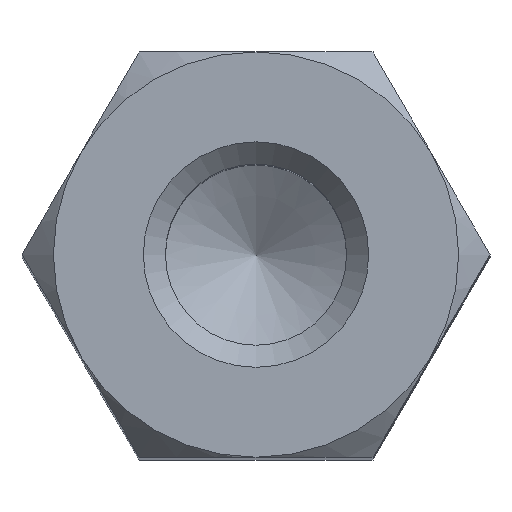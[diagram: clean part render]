
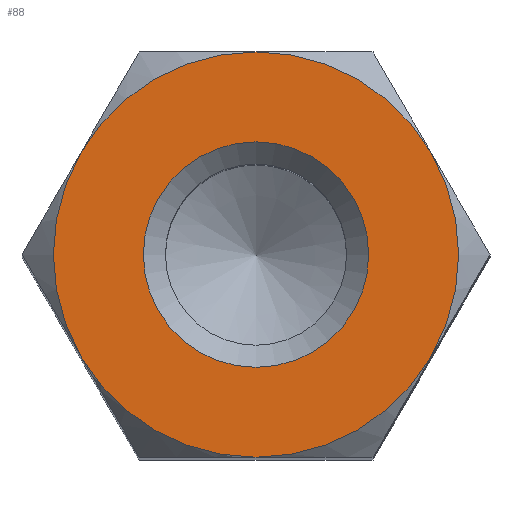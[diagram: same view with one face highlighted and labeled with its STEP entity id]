
A CAD part, top view. The second image highlights one B-rep face of the part: STEP entity #88.
In plain terms, the highlighted planar face has unit normal (0, 0, 1).
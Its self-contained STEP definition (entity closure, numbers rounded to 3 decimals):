
#88 = ADVANCED_FACE( '', ( #185, #186 ), #187, .F. );
#185 = FACE_BOUND( '', #286, .T. );
#186 = FACE_OUTER_BOUND( '', #287, .T. );
#187 = PLANE( '', #288 );
#286 = EDGE_LOOP( '', ( #453 ) );
#287 = EDGE_LOOP( '', ( #454, #455, #456, #457, #458, #459 ) );
#288 = AXIS2_PLACEMENT_3D( '', #460, #461, #462 );
#453 = ORIENTED_EDGE( '', *, *, #546, .T. );
#454 = ORIENTED_EDGE( '', *, *, #563, .T. );
#455 = ORIENTED_EDGE( '', *, *, #599, .T. );
#456 = ORIENTED_EDGE( '', *, *, #600, .T. );
#457 = ORIENTED_EDGE( '', *, *, #601, .T. );
#458 = ORIENTED_EDGE( '', *, *, #535, .T. );
#459 = ORIENTED_EDGE( '', *, *, #602, .T. );
#460 = CARTESIAN_POINT( '', ( 0., 0., 11. ) );
#461 = DIRECTION( '', ( 0., 0., -1. ) );
#462 = DIRECTION( '', ( -1., 0., 0. ) );
#535 = EDGE_CURVE( '', #615, #616, #617, .F. );
#546 = EDGE_CURVE( '', #632, #632, #633, .T. );
#563 = EDGE_CURVE( '', #661, #640, #662, .F. );
#599 = EDGE_CURVE( '', #640, #693, #709, .F. );
#600 = EDGE_CURVE( '', #693, #687, #710, .F. );
#601 = EDGE_CURVE( '', #687, #615, #711, .F. );
#602 = EDGE_CURVE( '', #616, #661, #712, .T. );
#615 = VERTEX_POINT( '', #725 );
#616 = VERTEX_POINT( '', #726 );
#617 = CIRCLE( '', #727, 2.75 );
#632 = VERTEX_POINT( '', #756 );
#633 = CIRCLE( '', #757, 1.53 );
#640 = VERTEX_POINT( '', #772 );
#661 = VERTEX_POINT( '', #837 );
#662 = CIRCLE( '', #838, 2.75 );
#687 = VERTEX_POINT( '', #904 );
#693 = VERTEX_POINT( '', #923 );
#709 = CIRCLE( '', #967, 2.75 );
#710 = CIRCLE( '', #968, 2.75 );
#711 = CIRCLE( '', #969, 2.75 );
#712 = CIRCLE( '', #970, 2.75 );
#725 = CARTESIAN_POINT( '', ( 2.382, 1.375, 11. ) );
#726 = CARTESIAN_POINT( '', ( 0., 2.75, 11. ) );
#727 = AXIS2_PLACEMENT_3D( '', #992, #993, #994 );
#756 = CARTESIAN_POINT( '', ( 0., 1.53, 11. ) );
#757 = AXIS2_PLACEMENT_3D( '', #1007, #1008, #1009 );
#772 = CARTESIAN_POINT( '', ( -2.382, -1.375, 11. ) );
#837 = CARTESIAN_POINT( '', ( -2.382, 1.375, 11. ) );
#838 = AXIS2_PLACEMENT_3D( '', #1018, #1019, #1020 );
#904 = CARTESIAN_POINT( '', ( 2.382, -1.375, 11. ) );
#923 = CARTESIAN_POINT( '', ( 0., -2.75, 11. ) );
#967 = AXIS2_PLACEMENT_3D( '', #1046, #1047, #1048 );
#968 = AXIS2_PLACEMENT_3D( '', #1049, #1050, #1051 );
#969 = AXIS2_PLACEMENT_3D( '', #1052, #1053, #1054 );
#970 = AXIS2_PLACEMENT_3D( '', #1055, #1056, #1057 );
#992 = CARTESIAN_POINT( '', ( 0., 0., 11. ) );
#993 = DIRECTION( '', ( 0., 0., -1. ) );
#994 = DIRECTION( '', ( -1., 0., 0. ) );
#1007 = CARTESIAN_POINT( '', ( 0., 0., 11. ) );
#1008 = DIRECTION( '', ( 0., 0., -1. ) );
#1009 = DIRECTION( '', ( 0., 1., 0. ) );
#1018 = CARTESIAN_POINT( '', ( 0., 0., 11. ) );
#1019 = DIRECTION( '', ( 0., 0., -1. ) );
#1020 = DIRECTION( '', ( -1., 0., 0. ) );
#1046 = CARTESIAN_POINT( '', ( 0., 0., 11. ) );
#1047 = DIRECTION( '', ( 0., 0., -1. ) );
#1048 = DIRECTION( '', ( -1., 0., 0. ) );
#1049 = CARTESIAN_POINT( '', ( 0., 0., 11. ) );
#1050 = DIRECTION( '', ( 0., 0., -1. ) );
#1051 = DIRECTION( '', ( -1., 0., 0. ) );
#1052 = CARTESIAN_POINT( '', ( 0., 0., 11. ) );
#1053 = DIRECTION( '', ( 0., 0., -1. ) );
#1054 = DIRECTION( '', ( -1., 0., 0. ) );
#1055 = CARTESIAN_POINT( '', ( 0., 0., 11. ) );
#1056 = DIRECTION( '', ( 0., 0., 1. ) );
#1057 = DIRECTION( '', ( 1., 0., 0. ) );
